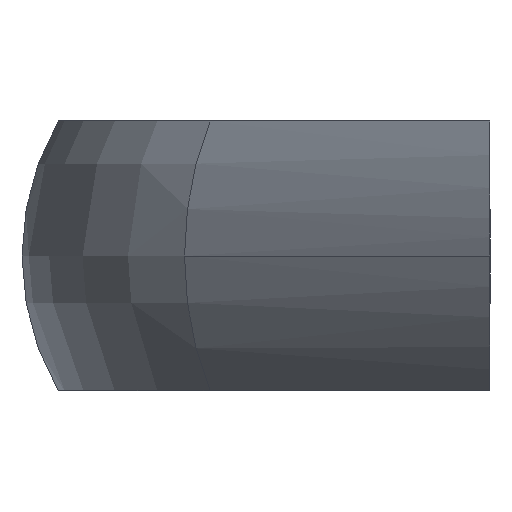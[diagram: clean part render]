
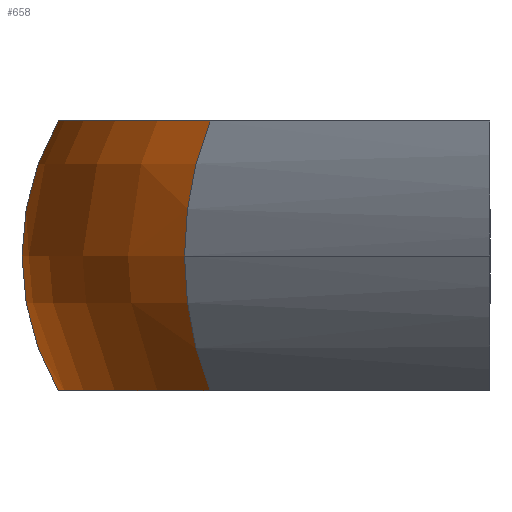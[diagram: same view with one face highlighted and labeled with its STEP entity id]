
A CAD part, left-side view. The second image highlights one B-rep face of the part: STEP entity #658.
In plain terms, the highlighted toroidal (fillet/blend) face has major radius 15.83 mm and minor radius 15 mm.
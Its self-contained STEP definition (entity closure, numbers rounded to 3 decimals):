
#1 = VERTEX_POINT ( 'NONE', #983 ) ;
#11 = CARTESIAN_POINT ( 'NONE',  ( -44.923, 6.364, 0. ) ) ;
#22 = ORIENTED_EDGE ( 'NONE', *, *, #231, .F. ) ;
#42 = ORIENTED_EDGE ( 'NONE', *, *, #584, .T. ) ;
#46 = EDGE_CURVE ( 'NONE', #929, #78, #459, .T. ) ;
#57 = AXIS2_PLACEMENT_3D ( 'NONE', #1006, #677, #826 ) ;
#78 = VERTEX_POINT ( 'NONE', #558 ) ;
#106 = VERTEX_POINT ( 'NONE', #168 ) ;
#107 = DIRECTION ( 'NONE',  ( -1., 0., 0. ) ) ;
#115 = CIRCLE ( 'NONE', #685, 15. ) ;
#118 = AXIS2_PLACEMENT_3D ( 'NONE', #437, #284, #616 ) ;
#149 = AXIS2_PLACEMENT_3D ( 'NONE', #255, #679, #764 ) ;
#168 = CARTESIAN_POINT ( 'NONE',  ( -54.109, 15.549, 7.5 ) ) ;
#181 = DIRECTION ( 'NONE',  ( 0., 0., 1. ) ) ;
#231 = EDGE_CURVE ( 'NONE', #1, #929, #403, .T. ) ;
#255 = CARTESIAN_POINT ( 'NONE',  ( -44.923, 6.364, 0. ) ) ;
#284 = DIRECTION ( 'NONE',  ( 1., 0., 0. ) ) ;
#301 = ORIENTED_EDGE ( 'NONE', *, *, #46, .F. ) ;
#325 = AXIS2_PLACEMENT_3D ( 'NONE', #587, #912, #181 ) ;
#403 = CIRCLE ( 'NONE', #118, 15. ) ;
#429 = CARTESIAN_POINT ( 'NONE',  ( -33.73, -4.83, 0. ) ) ;
#437 = CARTESIAN_POINT ( 'NONE',  ( -33.73, 11., 0. ) ) ;
#450 = AXIS2_PLACEMENT_3D ( 'NONE', #429, #991, #107 ) ;
#459 = CIRCLE ( 'NONE', #325, 15. ) ;
#469 = CIRCLE ( 'NONE', #149, 15. ) ;
#498 = DIRECTION ( 'NONE',  ( 0.707, 0.707, 0. ) ) ;
#501 = DIRECTION ( 'NONE',  ( 0., 0., -1. ) ) ;
#531 = AXIS2_PLACEMENT_3D ( 'NONE', #683, #501, #1002 ) ;
#558 = CARTESIAN_POINT ( 'NONE',  ( -33.73, 23.99, 7.5 ) ) ;
#584 = EDGE_CURVE ( 'NONE', #642, #823, #469, .T. ) ;
#587 = CARTESIAN_POINT ( 'NONE',  ( -33.73, 11., 0. ) ) ;
#594 = CARTESIAN_POINT ( 'NONE',  ( -54.109, 15.549, -7.5 ) ) ;
#616 = DIRECTION ( 'NONE',  ( 0., 0., 1. ) ) ;
#642 = VERTEX_POINT ( 'NONE', #594 ) ;
#658 = ADVANCED_FACE ( 'NONE', ( #660 ), #1000, .T. ) ;
#659 = CIRCLE ( 'NONE', #531, 28.82 ) ;
#660 = FACE_OUTER_BOUND ( 'NONE', #833, .T. ) ;
#667 = DIRECTION ( 'NONE',  ( 0., 0., 1. ) ) ;
#677 = DIRECTION ( 'NONE',  ( 0., 0., -1. ) ) ;
#679 = DIRECTION ( 'NONE',  ( 0.707, 0.707, 0. ) ) ;
#683 = CARTESIAN_POINT ( 'NONE',  ( -33.73, -4.83, 7.5 ) ) ;
#685 = AXIS2_PLACEMENT_3D ( 'NONE', #11, #498, #667 ) ;
#691 = EDGE_CURVE ( 'NONE', #823, #106, #115, .T. ) ;
#699 = ORIENTED_EDGE ( 'NONE', *, *, #1001, .T. ) ;
#722 = ORIENTED_EDGE ( 'NONE', *, *, #691, .T. ) ;
#764 = DIRECTION ( 'NONE',  ( 0., 0., 1. ) ) ;
#808 = CARTESIAN_POINT ( 'NONE',  ( -55.53, 16.97, 0. ) ) ;
#823 = VERTEX_POINT ( 'NONE', #808 ) ;
#826 = DIRECTION ( 'NONE',  ( -0.707, 0.707, 0. ) ) ;
#833 = EDGE_LOOP ( 'NONE', ( #699, #301, #22, #838, #42, #722 ) ) ;
#838 = ORIENTED_EDGE ( 'NONE', *, *, #992, .F. ) ;
#912 = DIRECTION ( 'NONE',  ( 1., 0., 0. ) ) ;
#916 = CARTESIAN_POINT ( 'NONE',  ( -33.73, 26., 0. ) ) ;
#929 = VERTEX_POINT ( 'NONE', #916 ) ;
#983 = CARTESIAN_POINT ( 'NONE',  ( -33.73, 23.99, -7.5 ) ) ;
#991 = DIRECTION ( 'NONE',  ( 0., 0., -1. ) ) ;
#992 = EDGE_CURVE ( 'NONE', #642, #1, #997, .T. ) ;
#997 = CIRCLE ( 'NONE', #57, 28.82 ) ;
#1000 = TOROIDAL_SURFACE ( 'NONE', #450, 15.83, 15. ) ;
#1001 = EDGE_CURVE ( 'NONE', #106, #78, #659, .T. ) ;
#1002 = DIRECTION ( 'NONE',  ( -0.707, 0.707, 0. ) ) ;
#1006 = CARTESIAN_POINT ( 'NONE',  ( -33.73, -4.83, -7.5 ) ) ;
